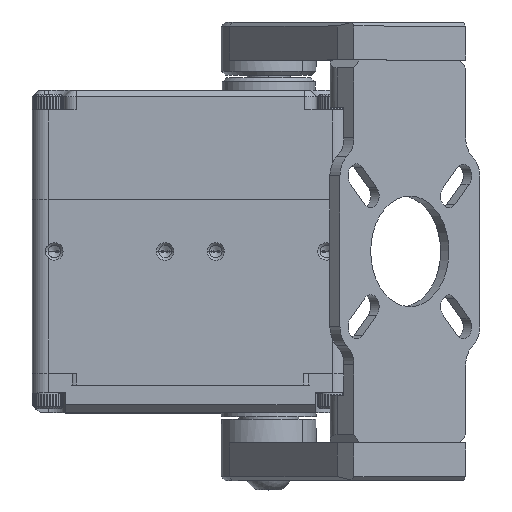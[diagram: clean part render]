
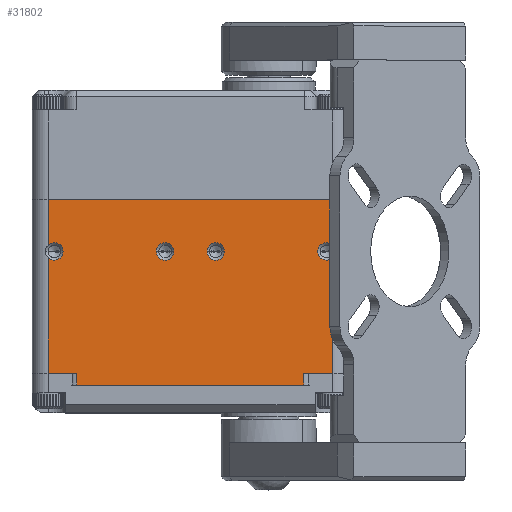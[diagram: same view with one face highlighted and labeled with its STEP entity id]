
A CAD part, top view. The second image highlights one B-rep face of the part: STEP entity #31802.
In plain terms, the highlighted planar face has unit normal (0, 0, 1).
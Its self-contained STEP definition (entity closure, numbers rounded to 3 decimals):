
#27935=DIRECTION('',(1.,0.,0.));
#27936=VECTOR('',#27935,36.);
#27937=CARTESIAN_POINT('',(-18.,0.,10.));
#27938=LINE('',#27937,#27936);
#28353=DIRECTION('',(1.,0.,0.));
#28354=VECTOR('',#28353,3.641);
#28355=CARTESIAN_POINT('',(-18.,-22.,10.));
#28356=LINE('',#28355,#28354);
#28450=DIRECTION('',(1.,0.,0.));
#28451=VECTOR('',#28450,3.641);
#28452=CARTESIAN_POINT('',(14.359,-22.,10.));
#28453=LINE('',#28452,#28451);
#28724=DIRECTION('',(1.,0.,0.));
#28725=VECTOR('',#28724,28.717);
#28726=CARTESIAN_POINT('',(-14.359,-23.5,10.));
#28727=LINE('',#28726,#28725);
#28864=DIRECTION('',(0.,-1.,0.));
#28865=VECTOR('',#28864,5.845);
#28866=CARTESIAN_POINT('',(-18.,0.,10.));
#28867=LINE('',#28866,#28865);
#28871=DIRECTION('',(0.,1.,0.));
#28872=VECTOR('',#28871,1.5);
#28873=CARTESIAN_POINT('',(14.359,-23.5,10.));
#28874=LINE('',#28873,#28872);
#28878=DIRECTION('',(0.,-1.,0.));
#28879=VECTOR('',#28878,1.5);
#28880=CARTESIAN_POINT('',(-14.359,-22.,10.));
#28881=LINE('',#28880,#28879);
#28885=DIRECTION('',(0.,-1.,0.));
#28886=VECTOR('',#28885,14.645);
#28887=CARTESIAN_POINT('',(-18.,-7.355,
10.));
#28888=LINE('',#28887,#28886);
#28892=CARTESIAN_POINT('',(-3.2,-6.6,10.));
#28893=DIRECTION('',(0.,0.,-1.));
#28894=DIRECTION('',(1.,0.,0.));
#28895=AXIS2_PLACEMENT_3D('',#28892,#28893,#28894);
#28900=CARTESIAN_POINT('',(-3.2,-6.6,10.));
#28901=DIRECTION('',(0.,0.,-1.));
#28902=DIRECTION('',(-1.,0.,0.));
#28903=AXIS2_PLACEMENT_3D('',#28900,#28901,#28902);
#28908=CARTESIAN_POINT('',(3.2,-6.6,10.));
#28909=DIRECTION('',(0.,0.,-1.));
#28910=DIRECTION('',(1.,0.,0.));
#28911=AXIS2_PLACEMENT_3D('',#28908,#28909,#28910);
#28916=CARTESIAN_POINT('',(3.2,-6.6,10.));
#28917=DIRECTION('',(0.,0.,-1.));
#28918=DIRECTION('',(-1.,0.,0.));
#28919=AXIS2_PLACEMENT_3D('',#28916,#28917,#28918);
#28924=CARTESIAN_POINT('',(-17.2,-6.6,10.));
#28925=DIRECTION('',(0.,0.,-1.));
#28926=DIRECTION('',(-0.727,0.686,0.));
#28927=AXIS2_PLACEMENT_3D('',#28924,#28925,#28926);
#28946=CARTESIAN_POINT('',(-18.,-7.355,
10.));
#28976=CARTESIAN_POINT('',(-18.,-5.845,
10.));
#29223=CARTESIAN_POINT('',(18.,-5.845,
10.));
#29233=DIRECTION('',(0.,-1.,0.));
#29234=VECTOR('',#29233,5.845);
#29235=CARTESIAN_POINT('',(18.,0.,10.));
#29236=LINE('',#29235,#29234);
#29248=DIRECTION('',(0.,-1.,0.));
#29249=VECTOR('',#29248,14.645);
#29250=CARTESIAN_POINT('',(18.,-7.355,
10.));
#29251=LINE('',#29250,#29249);
#29260=CARTESIAN_POINT('',(18.,-7.355,
10.));
#29286=CARTESIAN_POINT('',(17.2,-6.6,10.));
#29287=DIRECTION('',(0.,0.,-1.));
#29288=DIRECTION('',(0.727,-0.686,0.));
#29289=AXIS2_PLACEMENT_3D('',#29286,#29287,#29288);
#30439=CARTESIAN_POINT('',(-18.,0.,10.));
#30440=VERTEX_POINT('',#30439);
#30441=CARTESIAN_POINT('',(18.,0.,10.));
#30442=VERTEX_POINT('',#30441);
#30454=CARTESIAN_POINT('',(-18.,-22.,10.));
#30456=VERTEX_POINT('',#30454);
#30457=CARTESIAN_POINT('',(18.,-22.,10.));
#30459=VERTEX_POINT('',#30457);
#30489=CARTESIAN_POINT('',(-14.359,-23.5,10.));
#30491=VERTEX_POINT('',#30489);
#30495=CARTESIAN_POINT('',(-14.359,-22.,10.));
#30496=VERTEX_POINT('',#30495);
#30501=CARTESIAN_POINT('',(14.359,-23.5,10.));
#30502=VERTEX_POINT('',#30501);
#30503=CARTESIAN_POINT('',(14.359,-22.,10.));
#30504=VERTEX_POINT('',#30503);
#30589=VERTEX_POINT('',#28946);
#30592=VERTEX_POINT('',#28976);
#30594=CARTESIAN_POINT('',(-2.1,-6.6,10.));
#30595=CARTESIAN_POINT('',(-4.3,-6.6,10.));
#30596=VERTEX_POINT('',#30594);
#30597=VERTEX_POINT('',#30595);
#30602=CARTESIAN_POINT('',(4.3,-6.6,10.));
#30603=CARTESIAN_POINT('',(2.1,-6.6,10.));
#30604=VERTEX_POINT('',#30602);
#30605=VERTEX_POINT('',#30603);
#30610=VERTEX_POINT('',#29223);
#30614=VERTEX_POINT('',#29260);
#31764=CARTESIAN_POINT('',(-18.,0.,10.));
#31765=DIRECTION('',(0.,0.,1.));
#31766=DIRECTION('',(1.,0.,0.));
#31767=AXIS2_PLACEMENT_3D('',#31764,#31765,#31766);
#31768=PLANE('',#31767);
#31770=ORIENTED_EDGE('',*,*,#31769,.F.);
#31772=ORIENTED_EDGE('',*,*,#31771,.F.);
#31773=ORIENTED_EDGE('',*,*,#30833,.T.);
#31775=ORIENTED_EDGE('',*,*,#31774,.T.);
#31777=ORIENTED_EDGE('',*,*,#31776,.F.);
#31779=ORIENTED_EDGE('',*,*,#31778,.T.);
#31780=ORIENTED_EDGE('',*,*,#31357,.F.);
#31781=ORIENTED_EDGE('',*,*,#31751,.F.);
#31782=ORIENTED_EDGE('',*,*,#31542,.F.);
#31784=ORIENTED_EDGE('',*,*,#31783,.F.);
#31785=ORIENTED_EDGE('',*,*,#31293,.F.);
#31787=ORIENTED_EDGE('',*,*,#31786,.F.);
#31788=EDGE_LOOP('',(#31770,#31772,#31773,#31775,#31777,#31779,#31780,#31781,
#31782,#31784,#31785,#31787));
#31789=FACE_OUTER_BOUND('',#31788,.F.);
#31791=ORIENTED_EDGE('',*,*,#31790,.F.);
#31793=ORIENTED_EDGE('',*,*,#31792,.F.);
#31794=EDGE_LOOP('',(#31791,#31793));
#31795=FACE_BOUND('',#31794,.F.);
#31797=ORIENTED_EDGE('',*,*,#31796,.F.);
#31799=ORIENTED_EDGE('',*,*,#31798,.F.);
#31800=EDGE_LOOP('',(#31797,#31799));
#31801=FACE_BOUND('',#31800,.F.);
#31802=ADVANCED_FACE('',(#31789,#31795,#31801),#31768,.T.);
#28896=CIRCLE('',#28895,1.1);
#28904=CIRCLE('',#28903,1.1);
#28912=CIRCLE('',#28911,1.1);
#28920=CIRCLE('',#28919,1.1);
#28928=CIRCLE('',#28927,1.1);
#29290=CIRCLE('',#29289,1.1);
#30833=EDGE_CURVE('',#30440,#30442,#27938,.T.);
#31293=EDGE_CURVE('',#30456,#30496,#28356,.T.);
#31357=EDGE_CURVE('',#30504,#30459,#28453,.T.);
#31542=EDGE_CURVE('',#30491,#30502,#28727,.T.);
#31751=EDGE_CURVE('',#30502,#30504,#28874,.T.);
#31769=EDGE_CURVE('',#30592,#30589,#28928,.T.);
#31771=EDGE_CURVE('',#30440,#30592,#28867,.T.);
#31774=EDGE_CURVE('',#30442,#30610,#29236,.T.);
#31776=EDGE_CURVE('',#30614,#30610,#29290,.T.);
#31778=EDGE_CURVE('',#30614,#30459,#29251,.T.);
#31783=EDGE_CURVE('',#30496,#30491,#28881,.T.);
#31786=EDGE_CURVE('',#30589,#30456,#28888,.T.);
#31790=EDGE_CURVE('',#30596,#30597,#28896,.T.);
#31792=EDGE_CURVE('',#30597,#30596,#28904,.T.);
#31796=EDGE_CURVE('',#30604,#30605,#28912,.T.);
#31798=EDGE_CURVE('',#30605,#30604,#28920,.T.);
